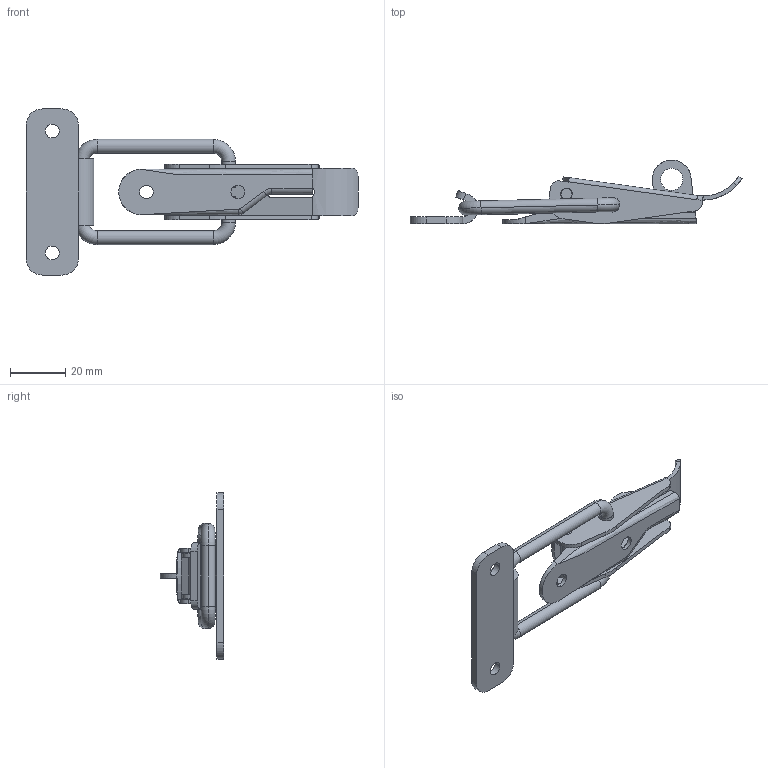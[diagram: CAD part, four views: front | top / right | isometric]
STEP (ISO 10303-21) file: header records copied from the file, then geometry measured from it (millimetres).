
FILE_DESCRIPTION (( 'STEP AP203' ), '1' );
FILE_NAME ('C-1228.STEP', '2009-06-09T00:51:54', ( ' ' ), ( ' ' ), 'SwSTEP 2.0', 'SolidWorks 2007', '' );
FILE_SCHEMA (( 'CONFIG_CONTROL_DESIGN' ));
Length unit declared in the file: millimetre
Products named in the file (6): C-1228儀乕僗__棉太倌; C-1228儗僶乕__棉太倌; C-1228; C-1228儕儀僢僩__棉太倌; C-1228庴偗__棉太倌; C-1228儕儞僌僼僢僋__棉太倌
Assembly tree (5 placements, depth 2):
  C-1228
    C-1228庴偗__棉太倌
    C-1228儕儀僢僩__棉太倌
    C-1228儕儞僌僼僢僋__棉太倌
    C-1228儗僶乕__棉太倌
    C-1228儀乕僗__棉太倌
Bounding box: 119.89 x 22.99 x 60 mm (x, y, z)
Volume: 12669.1 mm3; surface area: 14764.9 mm2
Topology: 5 solids, 5 shells, 142 faces, 368 edges, 232 vertices
Faces by surface type: cylinder 70, plane 58, torus 12, bspline 2
Entity records: 5168 total; most frequent: CARTESIAN_POINT 950, DIRECTION 797, ORIENTED_EDGE 732, EDGE_CURVE 366, AXIS2_PLACEMENT_3D 301, VERTEX_POINT 232, VECTOR 195, LINE 195
